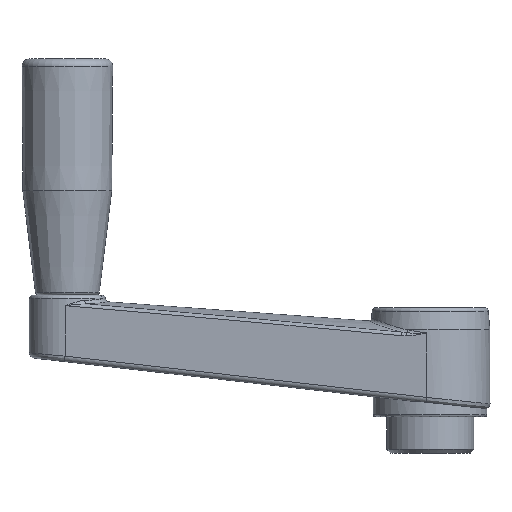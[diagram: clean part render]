
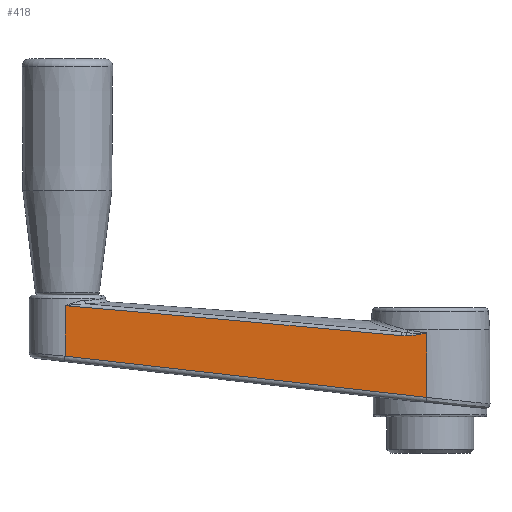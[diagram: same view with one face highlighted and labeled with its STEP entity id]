
A CAD part, left-side view. The second image highlights one B-rep face of the part: STEP entity #418.
In plain terms, the highlighted planar face has unit normal (-0.998, 0.06, 0).
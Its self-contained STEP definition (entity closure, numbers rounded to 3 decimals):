
#418 = ADVANCED_FACE( '', ( #888 ), #889, .T. );
#888 = FACE_OUTER_BOUND( '', #3056, .T. );
#889 = PLANE( '', #3057 );
#3056 = EDGE_LOOP( '', ( #4264, #4265, #4266, #4267, #4268, #4269 ) );
#3057 = AXIS2_PLACEMENT_3D( '', #4270, #4271, #4272 );
#4264 = ORIENTED_EDGE( '', *, *, #4704, .F. );
#4265 = ORIENTED_EDGE( '', *, *, #4714, .T. );
#4266 = ORIENTED_EDGE( '', *, *, #4529, .T. );
#4267 = ORIENTED_EDGE( '', *, *, #4799, .T. );
#4268 = ORIENTED_EDGE( '', *, *, #4741, .T. );
#4269 = ORIENTED_EDGE( '', *, *, #4718, .T. );
#4270 = CARTESIAN_POINT( '', ( -16.47, 0.99, 34. ) );
#4271 = DIRECTION( '', ( -0.998, 0.06, 0. ) );
#4272 = DIRECTION( '', ( -0.06, -0.998, 0. ) );
#4529 = EDGE_CURVE( '', #5095, #5093, #5096, .T. );
#4704 = EDGE_CURVE( '', #5335, #5133, #5361, .T. );
#4714 = EDGE_CURVE( '', #5335, #5095, #5371, .F. );
#4718 = EDGE_CURVE( '', #5377, #5133, #5378, .F. );
#4741 = EDGE_CURVE( '', #5351, #5377, #5406, .T. );
#4799 = EDGE_CURVE( '', #5093, #5351, #5484, .T. );
#5093 = VERTEX_POINT( '', #6232 );
#5095 = VERTEX_POINT( '', #6234 );
#5096 = B_SPLINE_CURVE_WITH_KNOTS( '', 3, ( #6235, #6236, #6237, #6238, #6239, #6240 ), .UNSPECIFIED., .F., .F., ( 4, 2, 4 ), ( 0., 0.001, 0.001 ), .UNSPECIFIED. );
#5133 = VERTEX_POINT( '', #6330 );
#5335 = VERTEX_POINT( '', #6738 );
#5351 = VERTEX_POINT( '', #6818 );
#5361 = LINE( '', #6890, #6891 );
#5371 = B_SPLINE_CURVE_WITH_KNOTS( '', 3, ( #6913, #6914, #6915, #6916, #6917, #6918, #6919, #6920, #6921, #6922, #6923, #6924, #6925, #6926, #6927, #6928, #6929, #6930, #6931, #6932, #6933, #6934, #6935, #6936, #6937, #6938 ), .UNSPECIFIED., .F., .F., ( 4, 2, 2, 2, 2, 1, 2, 2, 1, 1, 1, 1, 1, 2, 2, 4 ), ( 0., 0.001, 0.001, 0.002, 0.003, 0.004, 0.004, 0.004, 0.004, 0.005, 0.005, 0.005, 0.006, 0.006, 0.006, 0.006 ), .UNSPECIFIED. );
#5377 = VERTEX_POINT( '', #6950 );
#5378 = LINE( '', #6951, #6952 );
#5406 = LINE( '', #7169, #7170 );
#5484 = ELLIPSE( '', #7268, 818.866, 49. );
#6232 = CARTESIAN_POINT( '', ( -16.053, 7.935, 22.34 ) );
#6234 = CARTESIAN_POINT( '', ( -16.134, 6.578, 22.291 ) );
#6235 = CARTESIAN_POINT( '', ( -16.134, 6.578, 22.291 ) );
#6236 = CARTESIAN_POINT( '', ( -16.121, 6.804, 22.287 ) );
#6237 = CARTESIAN_POINT( '', ( -16.107, 7.031, 22.289 ) );
#6238 = CARTESIAN_POINT( '', ( -16.08, 7.483, 22.305 ) );
#6239 = CARTESIAN_POINT( '', ( -16.066, 7.709, 22.319 ) );
#6240 = CARTESIAN_POINT( '', ( -16.053, 7.935, 22.34 ) );
#6330 = CARTESIAN_POINT( '', ( -16.47, 0.99, 5.333 ) );
#6738 = CARTESIAN_POINT( '', ( -16.47, 0.99, 23.128 ) );
#6818 = CARTESIAN_POINT( '', ( -10.481, 100.63, 30.595 ) );
#6890 = CARTESIAN_POINT( '', ( -16.47, 0.99, 34. ) );
#6891 = VECTOR( '', #7742, 1000. );
#6913 = CARTESIAN_POINT( '', ( -16.134, 6.578, 22.291 ) );
#6914 = CARTESIAN_POINT( '', ( -16.149, 6.341, 22.293 ) );
#6915 = CARTESIAN_POINT( '', ( -16.163, 6.105, 22.301 ) );
#6916 = CARTESIAN_POINT( '', ( -16.191, 5.634, 22.326 ) );
#6917 = CARTESIAN_POINT( '', ( -16.205, 5.399, 22.343 ) );
#6918 = CARTESIAN_POINT( '', ( -16.233, 4.93, 22.387 ) );
#6919 = CARTESIAN_POINT( '', ( -16.248, 4.695, 22.413 ) );
#6920 = CARTESIAN_POINT( '', ( -16.276, 4.228, 22.472 ) );
#6921 = CARTESIAN_POINT( '', ( -16.29, 3.995, 22.506 ) );
#6922 = CARTESIAN_POINT( '', ( -16.318, 3.53, 22.58 ) );
#6923 = CARTESIAN_POINT( '', ( -16.339, 3.181, 22.641 ) );
#6924 = CARTESIAN_POINT( '', ( -16.359, 2.833, 22.708 ) );
#6925 = CARTESIAN_POINT( '', ( -16.37, 2.66, 22.743 ) );
#6926 = CARTESIAN_POINT( '', ( -16.373, 2.602, 22.755 ) );
#6927 = CARTESIAN_POINT( '', ( -16.38, 2.486, 22.779 ) );
#6928 = CARTESIAN_POINT( '', ( -16.398, 2.197, 22.84 ) );
#6929 = CARTESIAN_POINT( '', ( -16.422, 1.793, 22.931 ) );
#6930 = CARTESIAN_POINT( '', ( -16.446, 1.391, 23.027 ) );
#6931 = CARTESIAN_POINT( '', ( -16.458, 1.19, 23.077 ) );
#6932 = CARTESIAN_POINT( '', ( -16.464, 1.09, 23.102 ) );
#6933 = CARTESIAN_POINT( '', ( -16.467, 1.047, 23.113 ) );
#6934 = CARTESIAN_POINT( '', ( -16.468, 1.026, 23.118 ) );
#6935 = CARTESIAN_POINT( '', ( -16.469, 1.019, 23.12 ) );
#6936 = CARTESIAN_POINT( '', ( -16.469, 1.004, 23.124 ) );
#6937 = CARTESIAN_POINT( '', ( -16.47, 0.997, 23.126 ) );
#6938 = CARTESIAN_POINT( '', ( -16.47, 0.99, 23.128 ) );
#6950 = CARTESIAN_POINT( '', ( -10.481, 100.63, 16.686 ) );
#6951 = CARTESIAN_POINT( '', ( -16.48, 0.822, 5.314 ) );
#6952 = VECTOR( '', #7749, 1000. );
#7169 = CARTESIAN_POINT( '', ( -10.481, 100.63, 34. ) );
#7170 = VECTOR( '', #7770, 1000. );
#7268 = AXIS2_PLACEMENT_3D( '', #7842, #7843, #7844 );
#7742 = DIRECTION( '', ( 0., 0., -1. ) );
#7749 = DIRECTION( '', ( 0.06, 0.992, 0.113 ) );
#7770 = DIRECTION( '', ( 0., 0., -1. ) );
#7842 = CARTESIAN_POINT( '', ( -0.998, 258.393, -6.023 ) );
#7843 = DIRECTION( '', ( -0.998, 0.06, 0. ) );
#7844 = DIRECTION( '', ( 0.06, 0.996, 0.073 ) );
